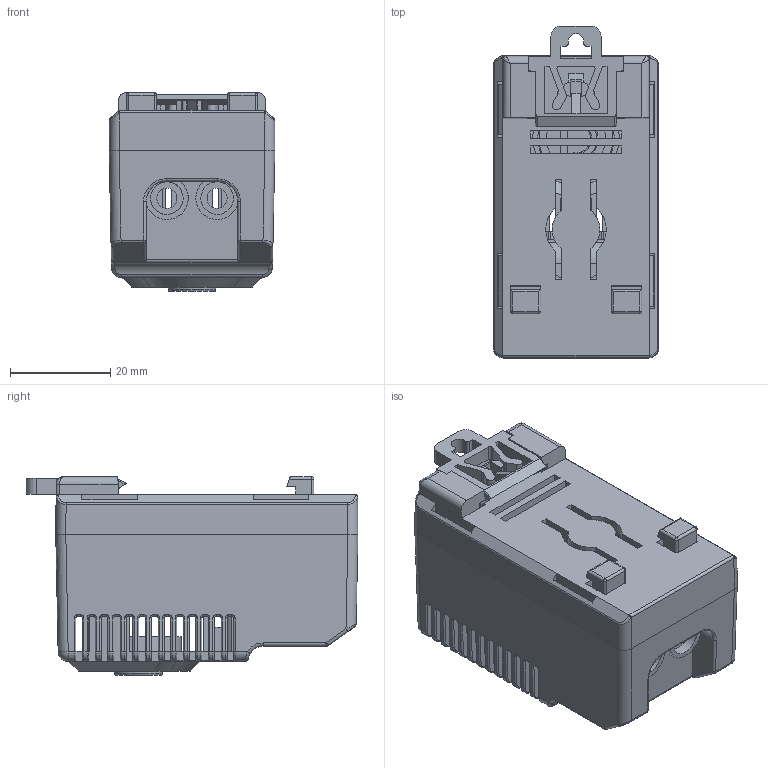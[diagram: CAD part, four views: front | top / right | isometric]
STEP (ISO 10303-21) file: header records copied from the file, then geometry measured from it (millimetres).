
FILE_DESCRIPTION(/* description */ (''),/* implementation_level */ '2;1');
FILE_NAME(/* name */ 'MTP-F06.stp',/* time_stamp */ '2023-12-19T10:38:24+03:00',/* author */ ('Василий'),/* organization */ (''),/* preprocessor_version */ 'ST-DEVELOPER v18.1',/* originating_system */ 'Autodesk Inventor 2022',/* authorisation */ '');
FILE_SCHEMA (('AUTOMOTIVE_DESIGN { 1 0 10303 214 3 1 1 }'));
Length unit declared in the file: millimetre
Products named in the file (1): MTP-F06
Bounding box: 33.1 x 66.29 x 39.65 mm (x, y, z)
Volume: 18755.2 mm3; surface area: 25775.2 mm2
Topology: 4 solids, 4 shells, 1371 faces, 3753 edges, 2301 vertices
Faces by surface type: plane 616, cylinder 520, torus 112, bspline 98, sphere 14, cone 11
Full cylindrical faces by diameter (mm): 1.408 x1, 3.521 x1, 3.923 x1, 4.024 x2, 4.527 x2, 6.539 x2, 9.5 x1, 9.557 x1, 10.261 x1, 11.8 x1, 14.8 x1, 15.291 x1, 17.303 x1
Entity records: 45698 total; most frequent: CARTESIAN_POINT 9181, DIRECTION 7593, ORIENTED_EDGE 7474, EDGE_CURVE 3737, AXIS2_PLACEMENT_3D 2631, LINE 2331, VECTOR 2331, VERTEX_POINT 2301
